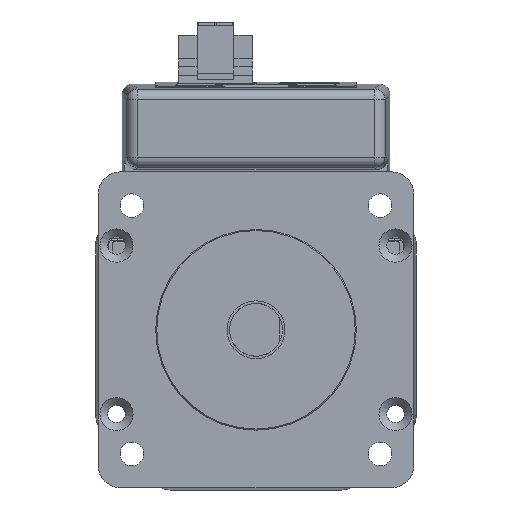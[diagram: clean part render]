
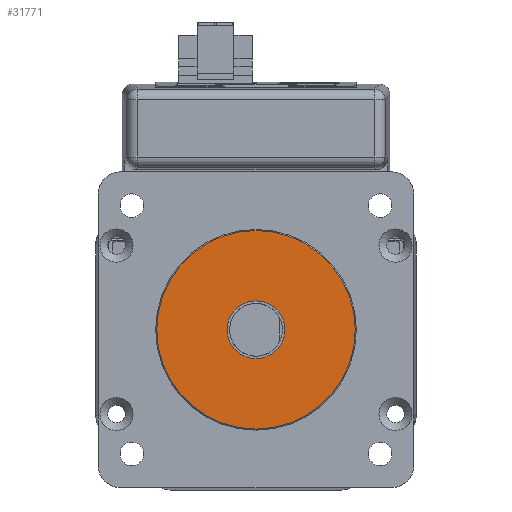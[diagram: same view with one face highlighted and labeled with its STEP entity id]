
A CAD part, front view. The second image highlights one B-rep face of the part: STEP entity #31771.
In plain terms, the highlighted planar face has unit normal (0, -1, 0).
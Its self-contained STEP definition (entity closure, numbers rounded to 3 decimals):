
#640 = PLANE ( 'NONE',  #29356 ) ;
#642 = CARTESIAN_POINT ( 'NONE',  ( -15.416, -24.907, -10.078 ) ) ;
#646 = DIRECTION ( 'NONE',  ( 0., -1., 0. ) ) ;
#648 = DIRECTION ( 'NONE',  ( 0., 0., -1. ) ) ;
#2300 = ORIENTED_EDGE ( 'NONE', *, *, #20648, .T. ) ;
#5522 = ORIENTED_EDGE ( 'NONE', *, *, #20530, .T. ) ;
#7648 = CARTESIAN_POINT ( 'NONE',  ( -15.416, -24.907, -28.928 ) ) ;
#7696 = CARTESIAN_POINT ( 'NONE',  ( -15.416, -24.907, -4.578 ) ) ;
#12630 = AXIS2_PLACEMENT_3D ( 'NONE', #17228, #17229, #17318 ) ;
#12633 = CIRCLE ( 'NONE', #12630, 5.5 ) ;
#12813 = AXIS2_PLACEMENT_3D ( 'NONE', #17629, #17628, #17444 ) ;
#12814 = CIRCLE ( 'NONE', #12813, 18.85 ) ;
#16334 = FACE_OUTER_BOUND ( 'NONE', #25761, .T. ) ;
#16337 = FACE_BOUND ( 'NONE', #25753, .T. ) ;
#17228 = CARTESIAN_POINT ( 'NONE',  ( -15.416, -24.907, -10.078 ) ) ;
#17229 = DIRECTION ( 'NONE',  ( 0., 1., 0. ) ) ;
#17318 = DIRECTION ( 'NONE',  ( 0., 0., 1. ) ) ;
#17444 = DIRECTION ( 'NONE',  ( 0., 0., -1. ) ) ;
#17628 = DIRECTION ( 'NONE',  ( 0., -1., 0. ) ) ;
#17629 = CARTESIAN_POINT ( 'NONE',  ( -15.416, -24.907, -10.078 ) ) ;
#20530 = EDGE_CURVE ( 'NONE', #32709, #32709, #12633, .T. ) ;
#20648 = EDGE_CURVE ( 'NONE', #32719, #32719, #12814, .T. ) ;
#25753 = EDGE_LOOP ( 'NONE', ( #5522 ) ) ;
#25761 = EDGE_LOOP ( 'NONE', ( #2300 ) ) ;
#29356 = AXIS2_PLACEMENT_3D ( 'NONE', #642, #646, #648 ) ;
#31771 = ADVANCED_FACE ( 'NONE', ( #16334, #16337 ), #640, .T. ) ;
#32709 = VERTEX_POINT ( 'NONE', #7696 ) ;
#32719 = VERTEX_POINT ( 'NONE', #7648 ) ;
